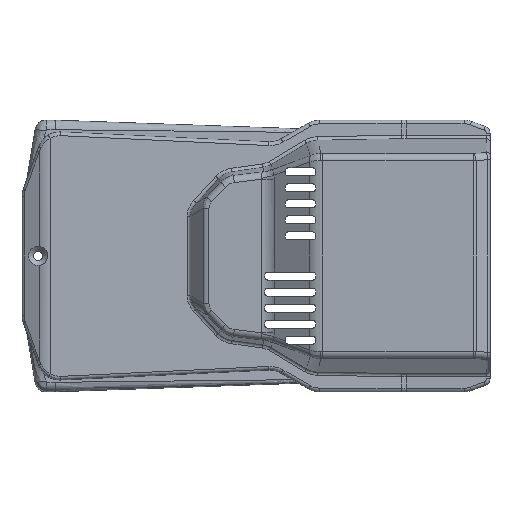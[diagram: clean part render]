
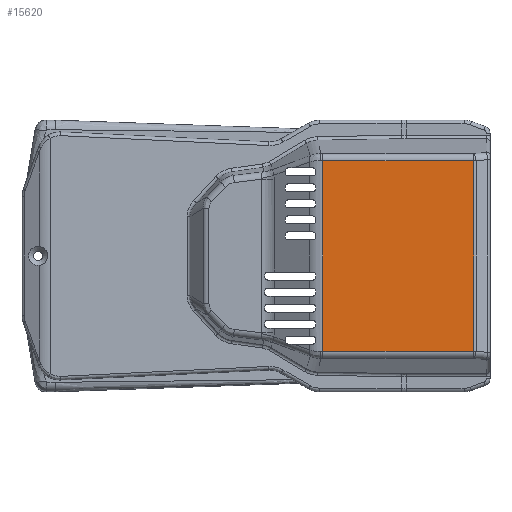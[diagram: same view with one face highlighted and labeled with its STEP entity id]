
A CAD part, front view. The second image highlights one B-rep face of the part: STEP entity #15620.
In plain terms, the highlighted planar face has unit normal (0, -1, 0).
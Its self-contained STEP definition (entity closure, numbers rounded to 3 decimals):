
#1419=FACE_OUTER_BOUND('',#2259,.T.);
#2259=EDGE_LOOP('',(#13727,#13728,#13729,#13730));
#3411=LINE('',#23461,#4931);
#4341=LINE('',#28889,#5861);
#4342=LINE('',#28891,#5862);
#4343=LINE('',#28892,#5863);
#4931=VECTOR('',#18205,10.);
#5861=VECTOR('',#20601,10.);
#5862=VECTOR('',#20604,10.);
#5863=VECTOR('',#20605,10.);
#6542=VERTEX_POINT('',#23458);
#6543=VERTEX_POINT('',#23460);
#7369=VERTEX_POINT('',#28885);
#7370=VERTEX_POINT('',#28887);
#8200=EDGE_CURVE('',#6543,#6542,#3411,.T.);
#9557=EDGE_CURVE('',#7369,#7370,#4341,.T.);
#9558=EDGE_CURVE('',#7369,#6542,#4342,.T.);
#9559=EDGE_CURVE('',#7370,#6543,#4343,.T.);
#13727=ORIENTED_EDGE('',*,*,#8200,.T.);
#13728=ORIENTED_EDGE('',*,*,#9558,.F.);
#13729=ORIENTED_EDGE('',*,*,#9557,.T.);
#13730=ORIENTED_EDGE('',*,*,#9559,.T.);
#14946=PLANE('',#16847);
#15620=ADVANCED_FACE('',(#1419),#14946,.T.);
#16847=AXIS2_PLACEMENT_3D('',#28890,#20602,#20603);
#18205=DIRECTION('',(0.,0.,-1.));
#20601=DIRECTION('',(0.,0.,1.));
#20602=DIRECTION('center_axis',(0.,-1.,0.));
#20603=DIRECTION('ref_axis',(-1.,0.,0.));
#20604=DIRECTION('',(-1.,0.,0.));
#20605=DIRECTION('',(-1.,0.,0.));
#23458=CARTESIAN_POINT('',(-12.108,-34.,-25.96));
#23460=CARTESIAN_POINT('',(-12.108,-34.,25.96));
#23461=CARTESIAN_POINT('',(-12.108,-34.,0.));
#28885=CARTESIAN_POINT('',(29.026,-34.,-25.96));
#28887=CARTESIAN_POINT('',(29.026,-34.,25.96));
#28889=CARTESIAN_POINT('',(29.026,-34.,0.));
#28890=CARTESIAN_POINT('Origin',(29.379,-34.,0.));
#28891=CARTESIAN_POINT('',(30.189,-34.,-25.96));
#28892=CARTESIAN_POINT('',(30.189,-34.,25.96));
